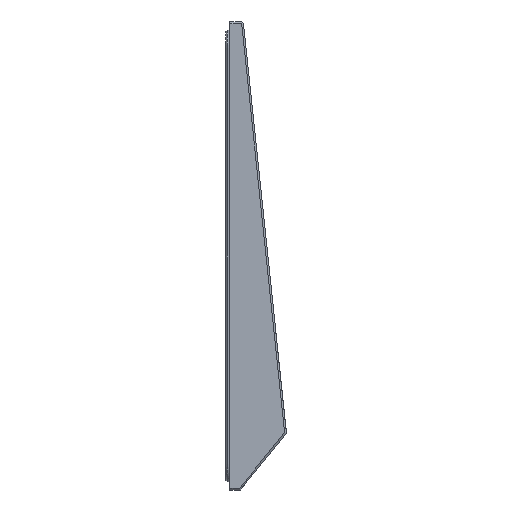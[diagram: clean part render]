
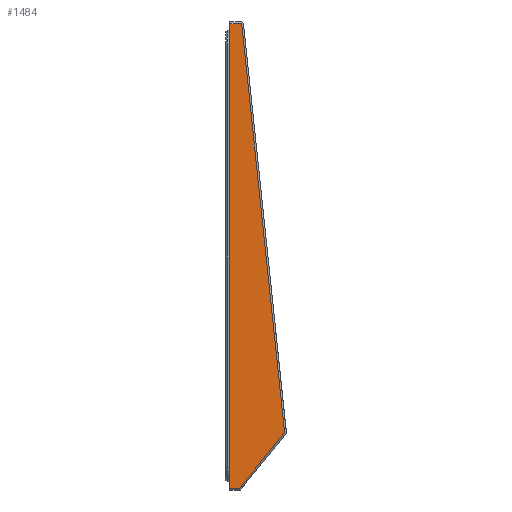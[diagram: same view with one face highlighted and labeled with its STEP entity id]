
A CAD part, left-side view. The second image highlights one B-rep face of the part: STEP entity #1484.
In plain terms, the highlighted planar face has unit normal (-1, 0, 0).
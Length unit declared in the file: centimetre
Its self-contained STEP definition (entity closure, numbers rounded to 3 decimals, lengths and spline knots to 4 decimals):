
#99 = VERTEX_POINT ( 'NONE', #2996 ) ;
#113 = EDGE_LOOP ( 'NONE', ( #1336, #2512, #527, #4775, #1273 ) ) ;
#197 = VERTEX_POINT ( 'NONE', #5529 ) ;
#220 = VERTEX_POINT ( 'NONE', #1852 ) ;
#462 = VERTEX_POINT ( 'NONE', #2703 ) ;
#527 = ORIENTED_EDGE ( 'NONE', *, *, #2188, .T. ) ;
#606 = DIRECTION ( 'NONE',  ( 0., 0.105, 0.995 ) ) ;
#610 = CARTESIAN_POINT ( 'NONE',  ( 0., 4., 0. ) ) ;
#885 = LINE ( 'NONE', #5020, #6502 ) ;
#1020 = LINE ( 'NONE', #3143, #4316 ) ;
#1273 = ORIENTED_EDGE ( 'NONE', *, *, #3209, .T. ) ;
#1336 = ORIENTED_EDGE ( 'NONE', *, *, #2476, .T. ) ;
#1390 = DIRECTION ( 'NONE',  ( 0., -1., 0. ) ) ;
#1429 = CARTESIAN_POINT ( 'NONE',  ( 0., 3.98, -0.05 ) ) ;
#1484 = ADVANCED_FACE ( 'NONE', ( #4653 ), #5888, .F. ) ;
#1735 = VERTEX_POINT ( 'NONE', #1429 ) ;
#1852 = CARTESIAN_POINT ( 'NONE',  ( 0., 2.4332, -11.5793 ) ) ;
#2131 = DIRECTION ( 'NONE',  ( 0., -0.629, 0.777 ) ) ;
#2188 = EDGE_CURVE ( 'NONE', #197, #462, #885, .T. ) ;
#2435 = LINE ( 'NONE', #3473, #6735 ) ;
#2476 = EDGE_CURVE ( 'NONE', #99, #1735, #1020, .T. ) ;
#2512 = ORIENTED_EDGE ( 'NONE', *, *, #6089, .T. ) ;
#2611 = CARTESIAN_POINT ( 'NONE',  ( 0., 2.4202, -11.5632 ) ) ;
#2703 = CARTESIAN_POINT ( 'NONE',  ( 0., 3.7052, -13.15 ) ) ;
#2996 = CARTESIAN_POINT ( 'NONE',  ( 0., 3.645, -0.05 ) ) ;
#3143 = CARTESIAN_POINT ( 'NONE',  ( 0., 4., -0.05 ) ) ;
#3209 = EDGE_CURVE ( 'NONE', #220, #99, #6768, .T. ) ;
#3473 = CARTESIAN_POINT ( 'NONE',  ( 0., 3.98, 0. ) ) ;
#4138 = VECTOR ( 'NONE', #2131, 100. ) ;
#4316 = VECTOR ( 'NONE', #5268, 100. ) ;
#4653 = FACE_OUTER_BOUND ( 'NONE', #113, .T. ) ;
#4775 = ORIENTED_EDGE ( 'NONE', *, *, #6587, .T. ) ;
#4855 = DIRECTION ( 'NONE',  ( 0., 0., -1. ) ) ;
#4963 = DIRECTION ( 'NONE',  ( 0., 0., -1. ) ) ;
#5020 = CARTESIAN_POINT ( 'NONE',  ( 0., 4., -13.15 ) ) ;
#5108 = VECTOR ( 'NONE', #606, 100. ) ;
#5178 = CARTESIAN_POINT ( 'NONE',  ( 0., 3.6497, -0.0052 ) ) ;
#5268 = DIRECTION ( 'NONE',  ( 0., 1., 0. ) ) ;
#5529 = CARTESIAN_POINT ( 'NONE',  ( 0., 3.98, -13.15 ) ) ;
#5737 = AXIS2_PLACEMENT_3D ( 'NONE', #610, #5794, #4855 ) ;
#5794 = DIRECTION ( 'NONE',  ( 1., 0., 0. ) ) ;
#5888 = PLANE ( 'NONE',  #5737 ) ;
#6089 = EDGE_CURVE ( 'NONE', #1735, #197, #2435, .T. ) ;
#6166 = LINE ( 'NONE', #2611, #4138 ) ;
#6502 = VECTOR ( 'NONE', #1390, 100. ) ;
#6587 = EDGE_CURVE ( 'NONE', #462, #220, #6166, .T. ) ;
#6735 = VECTOR ( 'NONE', #4963, 100. ) ;
#6768 = LINE ( 'NONE', #5178, #5108 ) ;
